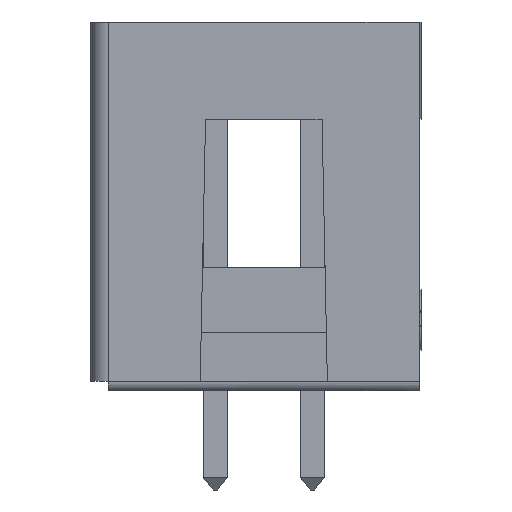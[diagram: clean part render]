
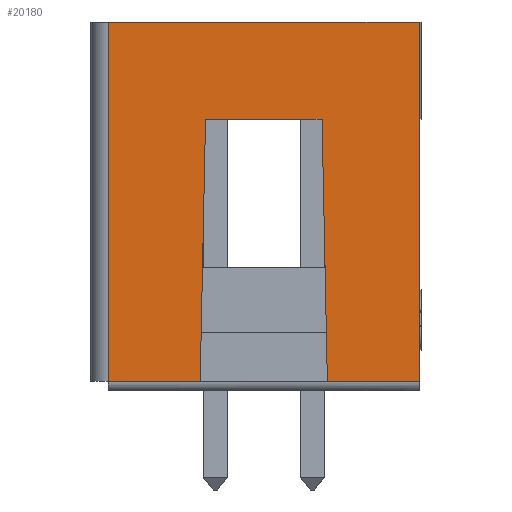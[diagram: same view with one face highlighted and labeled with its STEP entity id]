
A CAD part, left-side view. The second image highlights one B-rep face of the part: STEP entity #20180.
In plain terms, the highlighted planar face has unit normal (-1, 0, 0).
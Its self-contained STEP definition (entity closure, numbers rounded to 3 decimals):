
#17184=CARTESIAN_POINT('',(-25.248,-1.524,7.112));
#17185=VERTEX_POINT('',#17184);
#17195=CARTESIAN_POINT('',(-25.248,1.524,7.112));
#17196=VERTEX_POINT('',#17195);
#17197=CARTESIAN_POINT('',(-25.248,1.524,7.112));
#17198=CARTESIAN_POINT('',(-25.248,0.508,7.112));
#17199=CARTESIAN_POINT('',(-25.248,-0.508,7.112));
#17200=CARTESIAN_POINT('',(-25.248,-1.524,7.112));
#17201=QUASI_UNIFORM_CURVE('',3,(#17197,#17198,#17199,#17200),.UNSPECIFIED.,.F.,.U.);
#17202=EDGE_CURVE('',#17196,#17185,#17201,.T.);
#17658=CARTESIAN_POINT('',(-25.248,4.064,9.652));
#17659=VERTEX_POINT('',#17658);
#17660=CARTESIAN_POINT('',(-25.248,4.064,0.254));
#17661=VERTEX_POINT('',#17660);
#17662=CARTESIAN_POINT('',(-25.248,4.064,9.652));
#17663=CARTESIAN_POINT('',(-25.248,4.064,6.519));
#17664=CARTESIAN_POINT('',(-25.248,4.064,3.387));
#17665=CARTESIAN_POINT('',(-25.248,4.064,0.254));
#17666=QUASI_UNIFORM_CURVE('',3,(#17662,#17663,#17664,#17665),.UNSPECIFIED.,.F.,.U.);
#17667=EDGE_CURVE('',#17659,#17661,#17666,.T.);
#18434=CARTESIAN_POINT('',(-25.248,1.664,0.254));
#18435=VERTEX_POINT('',#18434);
#18436=CARTESIAN_POINT('',(-25.248,1.664,0.254));
#18437=CARTESIAN_POINT('',(-25.248,1.617,2.54));
#18438=CARTESIAN_POINT('',(-25.248,1.571,4.826));
#18439=CARTESIAN_POINT('',(-25.248,1.524,7.112));
#18440=QUASI_UNIFORM_CURVE('',3,(#18436,#18437,#18438,#18439),.UNSPECIFIED.,.F.,.U.);
#18441=EDGE_CURVE('',#18435,#17196,#18440,.T.);
#18507=CARTESIAN_POINT('',(-25.248,-1.664,0.254));
#18508=VERTEX_POINT('',#18507);
#18516=CARTESIAN_POINT('',(-25.248,-1.524,7.112));
#18517=CARTESIAN_POINT('',(-25.248,-1.571,4.826));
#18518=CARTESIAN_POINT('',(-25.248,-1.617,2.54));
#18519=CARTESIAN_POINT('',(-25.248,-1.664,0.254));
#18520=QUASI_UNIFORM_CURVE('',3,(#18516,#18517,#18518,#18519),.UNSPECIFIED.,.F.,.U.);
#18521=EDGE_CURVE('',#17185,#18508,#18520,.T.);
#20008=CARTESIAN_POINT('',(-25.248,-4.064,0.254));
#20009=VERTEX_POINT('',#20008);
#20017=CARTESIAN_POINT('',(-25.248,-1.664,0.254));
#20018=CARTESIAN_POINT('',(-25.248,-2.464,0.254));
#20019=CARTESIAN_POINT('',(-25.248,-3.264,0.254));
#20020=CARTESIAN_POINT('',(-25.248,-4.064,0.254));
#20021=QUASI_UNIFORM_CURVE('',3,(#20017,#20018,#20019,#20020),.UNSPECIFIED.,.F.,.U.);
#20022=EDGE_CURVE('',#18508,#20009,#20021,.T.);
#20027=CARTESIAN_POINT('',(-25.248,4.064,0.254));
#20028=CARTESIAN_POINT('',(-25.248,3.264,0.254));
#20029=CARTESIAN_POINT('',(-25.248,2.464,0.254));
#20030=CARTESIAN_POINT('',(-25.248,1.664,0.254));
#20031=QUASI_UNIFORM_CURVE('',3,(#20027,#20028,#20029,#20030),.UNSPECIFIED.,.F.,.U.);
#20032=EDGE_CURVE('',#17661,#18435,#20031,.T.);
#20151=CARTESIAN_POINT('',(-25.248,4.47,-0.216));
#20152=DIRECTION('',(-1.0,0.0,0.0));
#20153=DIRECTION('',(0.0,0.0,-1.0));
#20154=AXIS2_PLACEMENT_3D('',#20151,#20152,#20153);
#20155=PLANE('',#20154);
#20156=ORIENTED_EDGE('',*,*,#17667,.T.);
#20157=ORIENTED_EDGE('',*,*,#20032,.T.);
#20158=ORIENTED_EDGE('',*,*,#18441,.T.);
#20159=ORIENTED_EDGE('',*,*,#17202,.T.);
#20160=ORIENTED_EDGE('',*,*,#18521,.T.);
#20161=ORIENTED_EDGE('',*,*,#20022,.T.);
#20162=CARTESIAN_POINT('',(-25.248,-4.064,9.652));
#20163=VERTEX_POINT('',#20162);
#20164=CARTESIAN_POINT('',(-25.248,-4.064,9.652));
#20165=CARTESIAN_POINT('',(-25.248,-4.064,6.519));
#20166=CARTESIAN_POINT('',(-25.248,-4.064,3.387));
#20167=CARTESIAN_POINT('',(-25.248,-4.064,0.254));
#20168=QUASI_UNIFORM_CURVE('',3,(#20164,#20165,#20166,#20167),.UNSPECIFIED.,.F.,.U.);
#20169=EDGE_CURVE('',#20163,#20009,#20168,.T.);
#20170=ORIENTED_EDGE('',*,*,#20169,.F.);
#20171=CARTESIAN_POINT('',(-25.248,4.064,9.652));
#20172=CARTESIAN_POINT('',(-25.248,1.355,9.652));
#20173=CARTESIAN_POINT('',(-25.248,-1.355,9.652));
#20174=CARTESIAN_POINT('',(-25.248,-4.064,9.652));
#20175=QUASI_UNIFORM_CURVE('',3,(#20171,#20172,#20173,#20174),.UNSPECIFIED.,.F.,.U.);
#20176=EDGE_CURVE('',#17659,#20163,#20175,.T.);
#20177=ORIENTED_EDGE('',*,*,#20176,.F.);
#20178=EDGE_LOOP('',(#20156,#20157,#20158,#20159,#20160,#20161,#20170,#20177));
#20179=FACE_OUTER_BOUND('',#20178,.T.);
#20180=ADVANCED_FACE('',(#20179),#20155,.T.);
